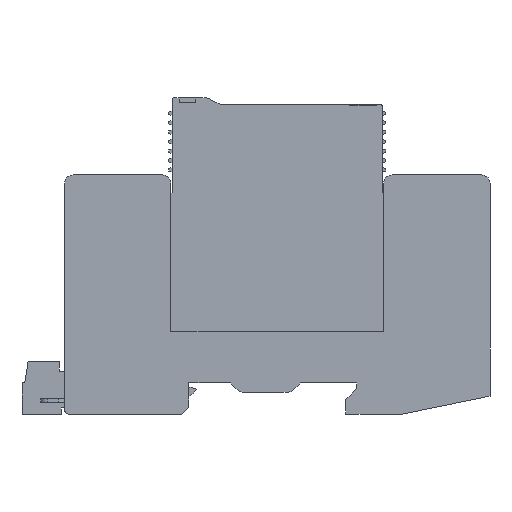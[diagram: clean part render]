
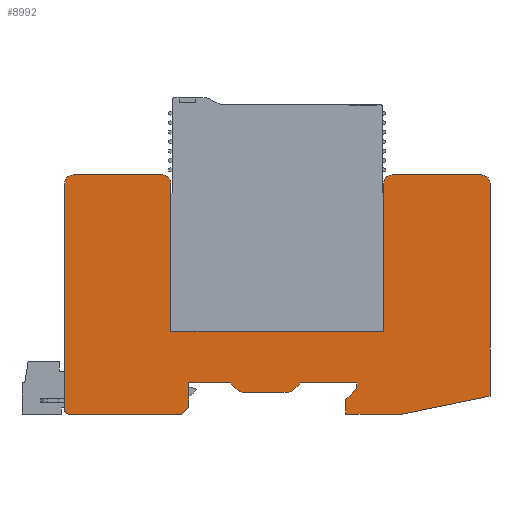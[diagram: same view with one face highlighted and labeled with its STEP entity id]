
A CAD part, front view. The second image highlights one B-rep face of the part: STEP entity #8992.
In plain terms, the highlighted planar face has unit normal (0, -1, 0).
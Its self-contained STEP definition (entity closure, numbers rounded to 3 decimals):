
#7570=DIRECTION('',(0.,0.,1.));
#7571=VECTOR('',#7570,31.3);
#7572=CARTESIAN_POINT('',(-35.49,-22.7,
12.396));
#7573=LINE('',#7572,#7571);
#7591=CARTESIAN_POINT('',(-37.29,-22.7,
43.696));
#7592=DIRECTION('',(0.,1.,0.));
#7593=DIRECTION('',(0.,0.,1.));
#7594=AXIS2_PLACEMENT_3D('',#7591,#7592,#7593);
#7599=CARTESIAN_POINT('',(11.31,-22.7,43.696));
#7600=DIRECTION('',(0.,1.,0.));
#7601=DIRECTION('',(-1.,0.,0.));
#7602=AXIS2_PLACEMENT_3D('',#7599,#7600,#7601);
#7607=CARTESIAN_POINT('',(30.21,-22.7,43.696));
#7608=DIRECTION('',(0.,1.,0.));
#7609=DIRECTION('',(0.,0.,1.));
#7610=AXIS2_PLACEMENT_3D('',#7607,#7608,#7609);
#7615=DIRECTION('',(-0.98,0.,-0.201));
#7616=VECTOR('',#7615,18.886);
#7617=CARTESIAN_POINT('',(32.01,-22.7,
-1.304));
#7618=LINE('',#7617,#7616);
#7622=DIRECTION('',(0.707,0.,0.707));
#7623=VECTOR('',#7622,3.253);
#7624=CARTESIAN_POINT('',(1.51,-22.7,
-2.004));
#7625=LINE('',#7624,#7623);
#7629=DIRECTION('',(-0.707,0.,-0.707));
#7630=VECTOR('',#7629,2.);
#7631=CARTESIAN_POINT('',(-8.101,-22.7,
1.496));
#7632=LINE('',#7631,#7630);
#7636=CARTESIAN_POINT('',(-10.93,-22.7,
1.496));
#7637=DIRECTION('',(0.,1.,0.));
#7638=DIRECTION('',(0.707,0.,-0.707));
#7639=AXIS2_PLACEMENT_3D('',#7636,#7637,#7638);
#7644=CARTESIAN_POINT('',(-20.076,-22.7,
1.496));
#7645=DIRECTION('',(0.,1.,0.));
#7646=DIRECTION('',(0.,0.,-1.));
#7647=AXIS2_PLACEMENT_3D('',#7644,#7645,#7646);
#7652=DIRECTION('',(-0.707,0.,0.707));
#7653=VECTOR('',#7652,2.);
#7654=CARTESIAN_POINT('',(-21.49,-22.7,
0.082));
#7655=LINE('',#7654,#7653);
#7659=DIRECTION('',(-0.707,0.,-0.707));
#7660=VECTOR('',#7659,2.121);
#7661=CARTESIAN_POINT('',(-31.69,-22.7,
-3.604));
#7662=LINE('',#7661,#7660);
#7666=CARTESIAN_POINT('',(-56.99,-22.7,
-4.104));
#7667=DIRECTION('',(0.,1.,0.));
#7668=DIRECTION('',(0.,0.,-1.));
#7669=AXIS2_PLACEMENT_3D('',#7666,#7667,#7668);
#7674=CARTESIAN_POINT('',(-56.19,-22.7,
43.696));
#7675=DIRECTION('',(0.,1.,0.));
#7676=DIRECTION('',(-1.,0.,0.));
#7677=AXIS2_PLACEMENT_3D('',#7674,#7675,#7676);
#7689=DIRECTION('',(-1.,0.,0.));
#7690=VECTOR('',#7689,18.9);
#7691=CARTESIAN_POINT('',(-37.29,-22.7,
45.496));
#7692=LINE('',#7691,#7690);
#7733=DIRECTION('',(0.,0.,-1.));
#7734=VECTOR('',#7733,47.8);
#7735=CARTESIAN_POINT('',(-57.99,-22.7,
43.696));
#7736=LINE('',#7735,#7734);
#7805=DIRECTION('',(1.,0.,0.));
#7806=VECTOR('',#7805,23.8);
#7807=CARTESIAN_POINT('',(-56.99,-22.7,
-5.104));
#7808=LINE('',#7807,#7806);
#8027=DIRECTION('',(-1.,0.,0.));
#8028=VECTOR('',#8027,45.);
#8029=CARTESIAN_POINT('',(9.51,-22.7,12.396));
#8030=LINE('',#8029,#8028);
#8041=DIRECTION('',(0.,0.,-1.));
#8042=VECTOR('',#8041,31.3);
#8043=CARTESIAN_POINT('',(9.51,-22.7,43.696));
#8044=LINE('',#8043,#8042);
#8069=DIRECTION('',(-1.,0.,0.));
#8070=VECTOR('',#8069,18.9);
#8071=CARTESIAN_POINT('',(30.21,-22.7,45.496));
#8072=LINE('',#8071,#8070);
#8128=DIRECTION('',(0.,0.,1.));
#8129=VECTOR('',#8128,45.);
#8130=CARTESIAN_POINT('',(32.01,-22.7,
-1.304));
#8131=LINE('',#8130,#8129);
#8212=DIRECTION('',(1.,0.,0.));
#8213=VECTOR('',#8212,12.);
#8214=CARTESIAN_POINT('',(1.51,-22.7,
-5.104));
#8215=LINE('',#8214,#8213);
#8233=DIRECTION('',(0.,0.,-1.));
#8234=VECTOR('',#8233,3.1);
#8235=CARTESIAN_POINT('',(1.51,-22.7,
-2.004));
#8236=LINE('',#8235,#8234);
#8261=DIRECTION('',(0.,0.,-1.));
#8262=VECTOR('',#8261,1.2);
#8263=CARTESIAN_POINT('',(3.81,-22.7,1.496));
#8264=LINE('',#8263,#8262);
#8282=DIRECTION('',(1.,0.,0.));
#8283=VECTOR('',#8282,11.911);
#8284=CARTESIAN_POINT('',(-8.101,-22.7,
1.496));
#8285=LINE('',#8284,#8283);
#8310=DIRECTION('',(1.,0.,0.));
#8311=VECTOR('',#8310,9.146);
#8312=CARTESIAN_POINT('',(-20.076,-22.7,
-0.504));
#8313=LINE('',#8312,#8311);
#8352=DIRECTION('',(1.,0.,0.));
#8353=VECTOR('',#8352,8.786);
#8354=CARTESIAN_POINT('',(-31.69,-22.7,
1.496));
#8355=LINE('',#8354,#8353);
#8373=DIRECTION('',(0.,0.,1.));
#8374=VECTOR('',#8373,5.1);
#8375=CARTESIAN_POINT('',(-31.69,-22.7,
-3.604));
#8376=LINE('',#8375,#8374);
#8618=CARTESIAN_POINT('',(-33.19,-22.7,
-5.104));
#8619=VERTEX_POINT('',#8618);
#8620=CARTESIAN_POINT('',(-31.69,-22.7,
-3.604));
#8621=VERTEX_POINT('',#8620);
#8672=CARTESIAN_POINT('',(-35.49,-22.7,
43.696));
#8673=VERTEX_POINT('',#8672);
#8674=CARTESIAN_POINT('',(-35.49,-22.7,
12.396));
#8675=VERTEX_POINT('',#8674);
#8676=CARTESIAN_POINT('',(-37.29,-22.7,
45.496));
#8677=VERTEX_POINT('',#8676);
#8678=CARTESIAN_POINT('',(-56.19,-22.7,
45.496));
#8679=VERTEX_POINT('',#8678);
#8680=CARTESIAN_POINT('',(9.51,-22.7,12.396));
#8681=VERTEX_POINT('',#8680);
#8682=CARTESIAN_POINT('',(9.51,-22.7,43.696));
#8683=VERTEX_POINT('',#8682);
#8684=CARTESIAN_POINT('',(11.31,-22.7,45.496));
#8685=VERTEX_POINT('',#8684);
#8686=CARTESIAN_POINT('',(30.21,-22.7,45.496));
#8687=VERTEX_POINT('',#8686);
#8688=CARTESIAN_POINT('',(32.01,-22.7,43.696));
#8689=VERTEX_POINT('',#8688);
#8690=CARTESIAN_POINT('',(32.01,-22.7,
-1.304));
#8691=VERTEX_POINT('',#8690);
#8692=CARTESIAN_POINT('',(13.51,-22.7,
-5.104));
#8693=VERTEX_POINT('',#8692);
#8694=CARTESIAN_POINT('',(1.51,-22.7,
-5.104));
#8695=VERTEX_POINT('',#8694);
#8696=CARTESIAN_POINT('',(1.51,-22.7,
-2.004));
#8697=VERTEX_POINT('',#8696);
#8698=CARTESIAN_POINT('',(3.81,-22.7,
0.296));
#8699=VERTEX_POINT('',#8698);
#8700=CARTESIAN_POINT('',(3.81,-22.7,1.496));
#8701=VERTEX_POINT('',#8700);
#8702=CARTESIAN_POINT('',(-8.101,-22.7,
1.496));
#8703=VERTEX_POINT('',#8702);
#8704=CARTESIAN_POINT('',(-9.515,-22.7,
0.082));
#8705=VERTEX_POINT('',#8704);
#8706=CARTESIAN_POINT('',(-10.93,-22.7,
-0.504));
#8707=VERTEX_POINT('',#8706);
#8708=CARTESIAN_POINT('',(-20.076,-22.7,
-0.504));
#8709=VERTEX_POINT('',#8708);
#8710=CARTESIAN_POINT('',(-21.49,-22.7,
0.082));
#8711=VERTEX_POINT('',#8710);
#8712=CARTESIAN_POINT('',(-22.904,-22.7,
1.496));
#8713=VERTEX_POINT('',#8712);
#8714=CARTESIAN_POINT('',(-31.69,-22.7,
1.496));
#8715=VERTEX_POINT('',#8714);
#8716=CARTESIAN_POINT('',(-56.99,-22.7,
-5.104));
#8717=VERTEX_POINT('',#8716);
#8718=CARTESIAN_POINT('',(-57.99,-22.7,
-4.104));
#8719=VERTEX_POINT('',#8718);
#8720=CARTESIAN_POINT('',(-57.99,-22.7,
43.696));
#8721=VERTEX_POINT('',#8720);
#8934=CARTESIAN_POINT('',(-46.74,-22.7,
19.796));
#8935=DIRECTION('',(0.,-1.,0.));
#8936=DIRECTION('',(0.,0.,-1.));
#8937=AXIS2_PLACEMENT_3D('',#8934,#8935,#8936);
#8938=PLANE('',#8937);
#8940=ORIENTED_EDGE('',*,*,#8939,.F.);
#8941=ORIENTED_EDGE('',*,*,#8926,.T.);
#8942=ORIENTED_EDGE('',*,*,#8915,.F.);
#8944=ORIENTED_EDGE('',*,*,#8943,.F.);
#8946=ORIENTED_EDGE('',*,*,#8945,.F.);
#8948=ORIENTED_EDGE('',*,*,#8947,.T.);
#8950=ORIENTED_EDGE('',*,*,#8949,.F.);
#8952=ORIENTED_EDGE('',*,*,#8951,.T.);
#8954=ORIENTED_EDGE('',*,*,#8953,.F.);
#8956=ORIENTED_EDGE('',*,*,#8955,.T.);
#8958=ORIENTED_EDGE('',*,*,#8957,.F.);
#8960=ORIENTED_EDGE('',*,*,#8959,.F.);
#8962=ORIENTED_EDGE('',*,*,#8961,.T.);
#8964=ORIENTED_EDGE('',*,*,#8963,.F.);
#8966=ORIENTED_EDGE('',*,*,#8965,.F.);
#8968=ORIENTED_EDGE('',*,*,#8967,.T.);
#8970=ORIENTED_EDGE('',*,*,#8969,.T.);
#8972=ORIENTED_EDGE('',*,*,#8971,.F.);
#8974=ORIENTED_EDGE('',*,*,#8973,.T.);
#8976=ORIENTED_EDGE('',*,*,#8975,.T.);
#8978=ORIENTED_EDGE('',*,*,#8977,.F.);
#8980=ORIENTED_EDGE('',*,*,#8979,.F.);
#8981=ORIENTED_EDGE('',*,*,#8837,.T.);
#8983=ORIENTED_EDGE('',*,*,#8982,.F.);
#8985=ORIENTED_EDGE('',*,*,#8984,.T.);
#8987=ORIENTED_EDGE('',*,*,#8986,.F.);
#8989=ORIENTED_EDGE('',*,*,#8988,.T.);
#8990=EDGE_LOOP('',(#8940,#8941,#8942,#8944,#8946,#8948,#8950,#8952,#8954,#8956,
#8958,#8960,#8962,#8964,#8966,#8968,#8970,#8972,#8974,#8976,#8978,#8980,#8981,
#8983,#8985,#8987,#8989));
#8991=FACE_OUTER_BOUND('',#8990,.F.);
#7595=CIRCLE('',#7594,1.8);
#7603=CIRCLE('',#7602,1.8);
#7611=CIRCLE('',#7610,1.8);
#7640=CIRCLE('',#7639,2.);
#7648=CIRCLE('',#7647,2.);
#7670=CIRCLE('',#7669,1.);
#7678=CIRCLE('',#7677,1.8);
#8837=EDGE_CURVE('',#8621,#8619,#7662,.T.);
#8915=EDGE_CURVE('',#8675,#8673,#7573,.T.);
#8926=EDGE_CURVE('',#8677,#8673,#7595,.T.);
#8939=EDGE_CURVE('',#8677,#8679,#7692,.T.);
#8943=EDGE_CURVE('',#8681,#8675,#8030,.T.);
#8945=EDGE_CURVE('',#8683,#8681,#8044,.T.);
#8947=EDGE_CURVE('',#8683,#8685,#7603,.T.);
#8949=EDGE_CURVE('',#8687,#8685,#8072,.T.);
#8951=EDGE_CURVE('',#8687,#8689,#7611,.T.);
#8953=EDGE_CURVE('',#8691,#8689,#8131,.T.);
#8955=EDGE_CURVE('',#8691,#8693,#7618,.T.);
#8957=EDGE_CURVE('',#8695,#8693,#8215,.T.);
#8959=EDGE_CURVE('',#8697,#8695,#8236,.T.);
#8961=EDGE_CURVE('',#8697,#8699,#7625,.T.);
#8963=EDGE_CURVE('',#8701,#8699,#8264,.T.);
#8965=EDGE_CURVE('',#8703,#8701,#8285,.T.);
#8967=EDGE_CURVE('',#8703,#8705,#7632,.T.);
#8969=EDGE_CURVE('',#8705,#8707,#7640,.T.);
#8971=EDGE_CURVE('',#8709,#8707,#8313,.T.);
#8973=EDGE_CURVE('',#8709,#8711,#7648,.T.);
#8975=EDGE_CURVE('',#8711,#8713,#7655,.T.);
#8977=EDGE_CURVE('',#8715,#8713,#8355,.T.);
#8979=EDGE_CURVE('',#8621,#8715,#8376,.T.);
#8982=EDGE_CURVE('',#8717,#8619,#7808,.T.);
#8984=EDGE_CURVE('',#8717,#8719,#7670,.T.);
#8986=EDGE_CURVE('',#8721,#8719,#7736,.T.);
#8988=EDGE_CURVE('',#8721,#8679,#7678,.T.);
#8992=ADVANCED_FACE('',(#8991),#8938,.T.);
